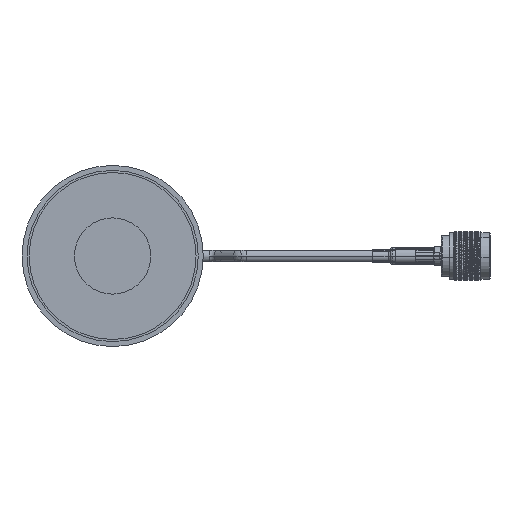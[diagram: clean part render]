
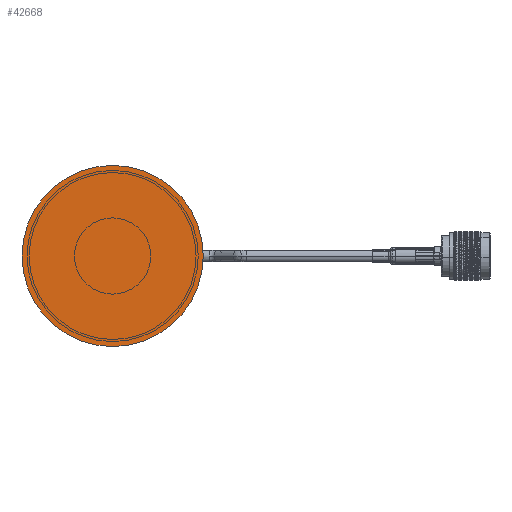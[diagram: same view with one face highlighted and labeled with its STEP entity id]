
A CAD part, front view. The second image highlights one B-rep face of the part: STEP entity #42668.
In plain terms, the highlighted planar face has unit normal (0, -1, 0).
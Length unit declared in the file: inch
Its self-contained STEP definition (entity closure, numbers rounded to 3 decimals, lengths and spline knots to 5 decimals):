
#9775 = DIRECTION ( 'NONE',  ( 0., 0., -1. ) ) ;
#15125 = ORIENTED_EDGE ( 'NONE', *, *, #44075, .F. ) ;
#28090 = PLANE ( 'NONE',  #94777 ) ;
#32496 = EDGE_LOOP ( 'NONE', ( #15125, #40866 ) ) ;
#37086 = VERTEX_POINT ( 'NONE', #77272 ) ;
#38715 = CARTESIAN_POINT ( 'NONE',  ( 0., -0.00984, -1.49606 ) ) ;
#40866 = ORIENTED_EDGE ( 'NONE', *, *, #50344, .F. ) ;
#42668 = ADVANCED_FACE ( 'NONE', ( #78992 ), #28090, .F. ) ;
#44075 = EDGE_CURVE ( 'NONE', #87310, #37086, #59169, .T. ) ;
#50344 = EDGE_CURVE ( 'NONE', #37086, #87310, #57273, .T. ) ;
#51790 = DIRECTION ( 'NONE',  ( 0., 1., 0. ) ) ;
#54775 = DIRECTION ( 'NONE',  ( 0., 0., -1. ) ) ;
#56587 = DIRECTION ( 'NONE',  ( 0., 1., 0. ) ) ;
#57273 = CIRCLE ( 'NONE', #75081, 1.49606 ) ;
#57986 = DIRECTION ( 'NONE',  ( 0., 1., 0. ) ) ;
#59169 = CIRCLE ( 'NONE', #75229, 1.49606 ) ;
#63877 = CARTESIAN_POINT ( 'NONE',  ( 0., -0.00984, 0. ) ) ;
#72829 = DIRECTION ( 'NONE',  ( 0., 0., 1. ) ) ;
#75081 = AXIS2_PLACEMENT_3D ( 'NONE', #76430, #51790, #9775 ) ;
#75229 = AXIS2_PLACEMENT_3D ( 'NONE', #101080, #57986, #54775 ) ;
#76430 = CARTESIAN_POINT ( 'NONE',  ( 0., -0.00984, 0. ) ) ;
#77272 = CARTESIAN_POINT ( 'NONE',  ( 0., -0.00984, 1.49606 ) ) ;
#78992 = FACE_OUTER_BOUND ( 'NONE', #32496, .T. ) ;
#87310 = VERTEX_POINT ( 'NONE', #38715 ) ;
#94777 = AXIS2_PLACEMENT_3D ( 'NONE', #63877, #56587, #72829 ) ;
#101080 = CARTESIAN_POINT ( 'NONE',  ( 0., -0.00984, 0. ) ) ;
